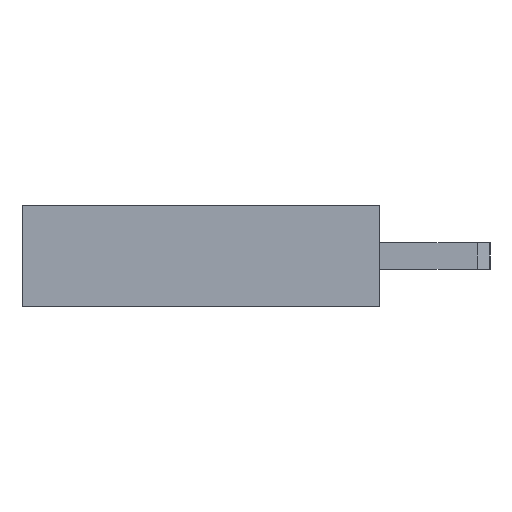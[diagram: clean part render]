
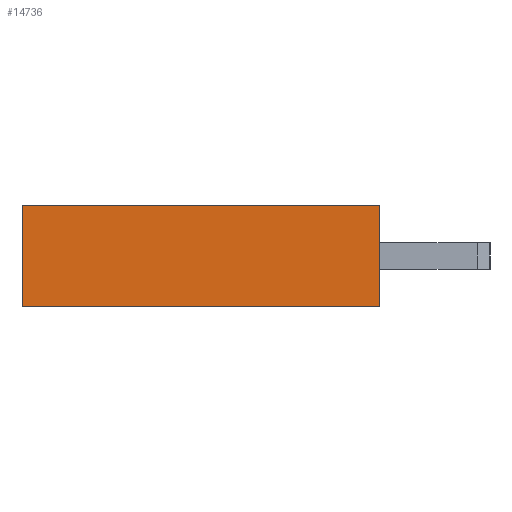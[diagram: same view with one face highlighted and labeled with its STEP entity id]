
A CAD part, left-side view. The second image highlights one B-rep face of the part: STEP entity #14736.
In plain terms, the highlighted planar face has unit normal (-1, 0, 0).
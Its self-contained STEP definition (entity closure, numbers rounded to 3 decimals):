
#54 = PLANE('',#55);
#55 = AXIS2_PLACEMENT_3D('',#56,#57,#58);
#56 = CARTESIAN_POINT('',(33.274,8.509,-1.207));
#57 = DIRECTION('',(0.,0.,1.));
#58 = DIRECTION('',(1.,0.,-0.));
#2935 = VERTEX_POINT('',#2936);
#2936 = CARTESIAN_POINT('',(-33.274,0.,-1.207));
#2950 = PLANE('',#2951);
#2951 = AXIS2_PLACEMENT_3D('',#2952,#2953,#2954);
#2952 = CARTESIAN_POINT('',(0.,0.,0.));
#2953 = DIRECTION('',(0.,1.,0.));
#2954 = DIRECTION('',(0.,-0.,1.));
#2962 = EDGE_CURVE('',#2963,#2935,#2965,.T.);
#2963 = VERTEX_POINT('',#2964);
#2964 = CARTESIAN_POINT('',(-33.274,8.509,-1.207));
#2965 = SURFACE_CURVE('',#2966,(#2970,#2977),.PCURVE_S1.);
#2966 = LINE('',#2967,#2968);
#2967 = CARTESIAN_POINT('',(-33.274,8.509,-1.207));
#2968 = VECTOR('',#2969,1.);
#2969 = DIRECTION('',(0.,-1.,0.));
#2970 = PCURVE('',#54,#2971);
#2971 = DEFINITIONAL_REPRESENTATION('',(#2972),#2976);
#2972 = LINE('',#2973,#2974);
#2973 = CARTESIAN_POINT('',(-66.548,0.));
#2974 = VECTOR('',#2975,1.);
#2975 = DIRECTION('',(0.,-1.));
#2976 = ( GEOMETRIC_REPRESENTATION_CONTEXT(2) 
PARAMETRIC_REPRESENTATION_CONTEXT() REPRESENTATION_CONTEXT('2D SPACE',''
  ) );
#2977 = PCURVE('',#2978,#2983);
#2978 = PLANE('',#2979);
#2979 = AXIS2_PLACEMENT_3D('',#2980,#2981,#2982);
#2980 = CARTESIAN_POINT('',(-33.274,8.509,-1.207));
#2981 = DIRECTION('',(1.,0.,0.));
#2982 = DIRECTION('',(0.,0.,-1.));
#2983 = DEFINITIONAL_REPRESENTATION('',(#2984),#2988);
#2984 = LINE('',#2985,#2986);
#2985 = CARTESIAN_POINT('',(0.,0.));
#2986 = VECTOR('',#2987,1.);
#2987 = DIRECTION('',(0.,-1.));
#2988 = ( GEOMETRIC_REPRESENTATION_CONTEXT(2) 
PARAMETRIC_REPRESENTATION_CONTEXT() REPRESENTATION_CONTEXT('2D SPACE',''
  ) );
#3006 = PLANE('',#3007);
#3007 = AXIS2_PLACEMENT_3D('',#3008,#3009,#3010);
#3008 = CARTESIAN_POINT('',(0.,8.509,0.));
#3009 = DIRECTION('',(0.,1.,0.));
#3010 = DIRECTION('',(0.,-0.,1.));
#3086 = PLANE('',#3087);
#3087 = AXIS2_PLACEMENT_3D('',#3088,#3089,#3090);
#3088 = CARTESIAN_POINT('',(-33.274,8.509,1.207));
#3089 = DIRECTION('',(0.,0.,-1.));
#3090 = DIRECTION('',(-1.,0.,0.));
#3152 = VERTEX_POINT('',#3153);
#3153 = CARTESIAN_POINT('',(-33.274,8.509,1.207));
#3174 = EDGE_CURVE('',#3152,#3175,#3177,.T.);
#3175 = VERTEX_POINT('',#3176);
#3176 = CARTESIAN_POINT('',(-33.274,0.,1.207));
#3177 = SURFACE_CURVE('',#3178,(#3182,#3189),.PCURVE_S1.);
#3178 = LINE('',#3179,#3180);
#3179 = CARTESIAN_POINT('',(-33.274,8.509,1.207));
#3180 = VECTOR('',#3181,1.);
#3181 = DIRECTION('',(0.,-1.,0.));
#3182 = PCURVE('',#3086,#3183);
#3183 = DEFINITIONAL_REPRESENTATION('',(#3184),#3188);
#3184 = LINE('',#3185,#3186);
#3185 = CARTESIAN_POINT('',(0.,0.));
#3186 = VECTOR('',#3187,1.);
#3187 = DIRECTION('',(0.,-1.));
#3188 = ( GEOMETRIC_REPRESENTATION_CONTEXT(2) 
PARAMETRIC_REPRESENTATION_CONTEXT() REPRESENTATION_CONTEXT('2D SPACE',''
  ) );
#3189 = PCURVE('',#2978,#3190);
#3190 = DEFINITIONAL_REPRESENTATION('',(#3191),#3195);
#3191 = LINE('',#3192,#3193);
#3192 = CARTESIAN_POINT('',(-2.413,0.));
#3193 = VECTOR('',#3194,1.);
#3194 = DIRECTION('',(0.,-1.));
#3195 = ( GEOMETRIC_REPRESENTATION_CONTEXT(2) 
PARAMETRIC_REPRESENTATION_CONTEXT() REPRESENTATION_CONTEXT('2D SPACE',''
  ) );
#13493 = EDGE_CURVE('',#2935,#3175,#13494,.T.);
#13494 = SURFACE_CURVE('',#13495,(#13499,#13506),.PCURVE_S1.);
#13495 = LINE('',#13496,#13497);
#13496 = CARTESIAN_POINT('',(-33.274,0.,-1.207));
#13497 = VECTOR('',#13498,1.);
#13498 = DIRECTION('',(0.,0.,1.));
#13499 = PCURVE('',#2950,#13500);
#13500 = DEFINITIONAL_REPRESENTATION('',(#13501),#13505);
#13501 = LINE('',#13502,#13503);
#13502 = CARTESIAN_POINT('',(-1.207,-33.274));
#13503 = VECTOR('',#13504,1.);
#13504 = DIRECTION('',(1.,0.));
#13505 = ( GEOMETRIC_REPRESENTATION_CONTEXT(2) 
PARAMETRIC_REPRESENTATION_CONTEXT() REPRESENTATION_CONTEXT('2D SPACE',''
  ) );
#13506 = PCURVE('',#2978,#13507);
#13507 = DEFINITIONAL_REPRESENTATION('',(#13508),#13512);
#13508 = LINE('',#13509,#13510);
#13509 = CARTESIAN_POINT('',(0.,-8.509));
#13510 = VECTOR('',#13511,1.);
#13511 = DIRECTION('',(-1.,0.));
#13512 = ( GEOMETRIC_REPRESENTATION_CONTEXT(2) 
PARAMETRIC_REPRESENTATION_CONTEXT() REPRESENTATION_CONTEXT('2D SPACE',''
  ) );
#14736 = ADVANCED_FACE('',(#14737),#2978,.F.);
#14737 = FACE_BOUND('',#14738,.T.);
#14738 = EDGE_LOOP('',(#14739,#14740,#14741,#14762));
#14739 = ORIENTED_EDGE('',*,*,#13493,.T.);
#14740 = ORIENTED_EDGE('',*,*,#3174,.F.);
#14741 = ORIENTED_EDGE('',*,*,#14742,.F.);
#14742 = EDGE_CURVE('',#2963,#3152,#14743,.T.);
#14743 = SURFACE_CURVE('',#14744,(#14748,#14755),.PCURVE_S1.);
#14744 = LINE('',#14745,#14746);
#14745 = CARTESIAN_POINT('',(-33.274,8.509,-1.207));
#14746 = VECTOR('',#14747,1.);
#14747 = DIRECTION('',(0.,0.,1.));
#14748 = PCURVE('',#2978,#14749);
#14749 = DEFINITIONAL_REPRESENTATION('',(#14750),#14754);
#14750 = LINE('',#14751,#14752);
#14751 = CARTESIAN_POINT('',(0.,0.));
#14752 = VECTOR('',#14753,1.);
#14753 = DIRECTION('',(-1.,0.));
#14754 = ( GEOMETRIC_REPRESENTATION_CONTEXT(2) 
PARAMETRIC_REPRESENTATION_CONTEXT() REPRESENTATION_CONTEXT('2D SPACE',''
  ) );
#14755 = PCURVE('',#3006,#14756);
#14756 = DEFINITIONAL_REPRESENTATION('',(#14757),#14761);
#14757 = LINE('',#14758,#14759);
#14758 = CARTESIAN_POINT('',(-1.207,-33.274));
#14759 = VECTOR('',#14760,1.);
#14760 = DIRECTION('',(1.,0.));
#14761 = ( GEOMETRIC_REPRESENTATION_CONTEXT(2) 
PARAMETRIC_REPRESENTATION_CONTEXT() REPRESENTATION_CONTEXT('2D SPACE',''
  ) );
#14762 = ORIENTED_EDGE('',*,*,#2962,.T.);
